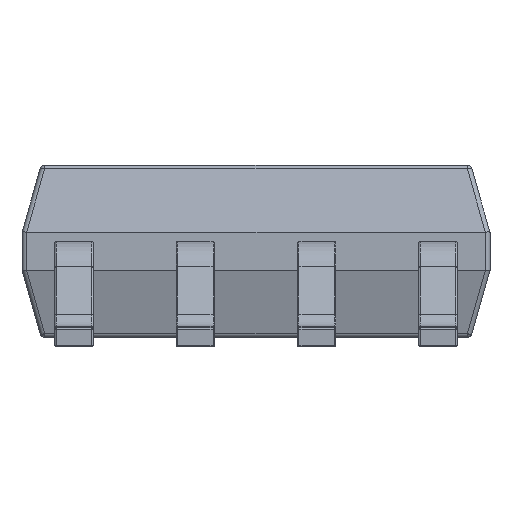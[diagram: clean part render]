
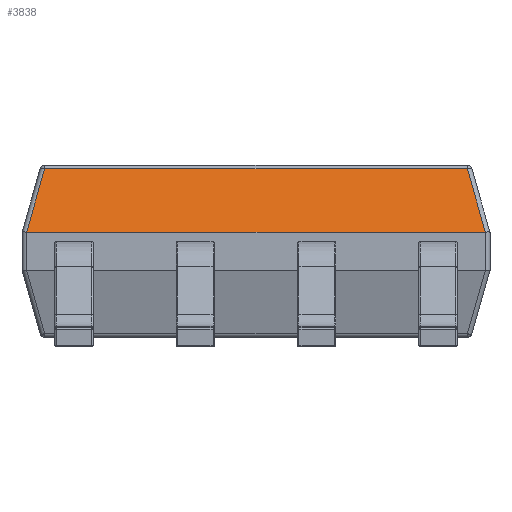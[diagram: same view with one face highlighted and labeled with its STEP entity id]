
A CAD part, left-side view. The second image highlights one B-rep face of the part: STEP entity #3838.
In plain terms, the highlighted planar face has unit normal (-0.962, 0, 0.275).
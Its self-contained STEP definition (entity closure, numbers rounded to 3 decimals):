
#48 = DIRECTION ( 'NONE',  ( 0., 1., 0. ) ) ;
#381 = ORIENTED_EDGE ( 'NONE', *, *, #18341, .T. ) ;
#956 = DIRECTION ( 'NONE',  ( -0.265, 0.265, -0.927 ) ) ;
#960 =( BOUNDED_CURVE ( )  B_SPLINE_CURVE ( 3, ( #28141, #7178, #15854, #25348 ),
 .UNSPECIFIED., .F., .F. ) 
 B_SPLINE_CURVE_WITH_KNOTS ( ( 4, 4 ),
 ( 6.245, 6.283 ),
 .UNSPECIFIED. ) 
 CURVE ( )  GEOMETRIC_REPRESENTATION_ITEM ( )  RATIONAL_B_SPLINE_CURVE ( ( 1., 1., 1., 1. ) ) 
 REPRESENTATION_ITEM ( '' )  );
#1286 = CARTESIAN_POINT ( 'NONE',  ( -1.95, -2.402, 1.1 ) ) ;
#3838 = ADVANCED_FACE ( 'NONE', ( #6352 ), #17796, .T. ) ;
#4588 = EDGE_CURVE ( 'NONE', #34981, #35627, #26698, .T. ) ;
#5330 = AXIS2_PLACEMENT_3D ( 'NONE', #30241, #12284, #48 ) ;
#5579 = CARTESIAN_POINT ( 'NONE',  ( -1.95, 2.45, 1.1 ) ) ;
#6352 = FACE_OUTER_BOUND ( 'NONE', #28034, .T. ) ;
#6821 = CARTESIAN_POINT ( 'NONE',  ( -1.95, 2.402, 1.1 ) ) ;
#6843 = LINE ( 'NONE', #31147, #12288 ) ;
#7178 = CARTESIAN_POINT ( 'NONE',  ( -1.95, 2.401, 1.1 ) ) ;
#7195 = CARTESIAN_POINT ( 'NONE',  ( -1.95, -2.401, 1.1 ) ) ;
#7410 = EDGE_CURVE ( 'NONE', #35642, #23861, #31223, .T. ) ;
#10076 = DIRECTION ( 'NONE',  ( 0.265, 0.265, 0.927 ) ) ;
#10439 = VERTEX_POINT ( 'NONE', #6821 ) ;
#11728 = CARTESIAN_POINT ( 'NONE',  ( -1.95, -2.402, 1.1 ) ) ;
#12284 = DIRECTION ( 'NONE',  ( -0.962, 0., 0.275 ) ) ;
#12288 = VECTOR ( 'NONE', #956, 1000. ) ;
#12340 = VECTOR ( 'NONE', #10076, 1000. ) ;
#12538 = ORIENTED_EDGE ( 'NONE', *, *, #4588, .F. ) ;
#13105 = CARTESIAN_POINT ( 'NONE',  ( -1.95, -2.4, 1.1 ) ) ;
#15854 = CARTESIAN_POINT ( 'NONE',  ( -1.95, 2.401, 1.1 ) ) ;
#16173 = CARTESIAN_POINT ( 'NONE',  ( -1.595, -2.047, 2.341 ) ) ;
#17406 = ORIENTED_EDGE ( 'NONE', *, *, #19440, .T. ) ;
#17796 = PLANE ( 'NONE',  #5330 ) ;
#18341 = EDGE_CURVE ( 'NONE', #23861, #26622, #30129, .T. ) ;
#19440 = EDGE_CURVE ( 'NONE', #34981, #35642, #27684, .T. ) ;
#19984 = CARTESIAN_POINT ( 'NONE',  ( -1.95, -2.401, 1.1 ) ) ;
#21724 = ORIENTED_EDGE ( 'NONE', *, *, #23511, .T. ) ;
#22464 = ORIENTED_EDGE ( 'NONE', *, *, #7410, .T. ) ;
#22975 = EDGE_CURVE ( 'NONE', #10439, #35627, #960, .T. ) ;
#23511 = EDGE_CURVE ( 'NONE', #26622, #10439, #6843, .T. ) ;
#23861 = VERTEX_POINT ( 'NONE', #37569 ) ;
#24761 = CARTESIAN_POINT ( 'NONE',  ( -1.95, 2.4, 1.1 ) ) ;
#25348 = CARTESIAN_POINT ( 'NONE',  ( -1.95, 2.4, 1.1 ) ) ;
#25463 = VECTOR ( 'NONE', #27749, 1000. ) ;
#26594 = CARTESIAN_POINT ( 'NONE',  ( -1.76, 2.212, 1.764 ) ) ;
#26622 = VERTEX_POINT ( 'NONE', #26594 ) ;
#26698 = LINE ( 'NONE', #5579, #32743 ) ;
#27161 = CARTESIAN_POINT ( 'NONE',  ( -1.76, 0., 1.764 ) ) ;
#27684 =( BOUNDED_CURVE ( )  B_SPLINE_CURVE ( 3, ( #13105, #7195, #19984, #11728 ),
 .UNSPECIFIED., .F., .T. ) 
 B_SPLINE_CURVE_WITH_KNOTS ( ( 4, 4 ),
 ( 0., 0.038 ),
 .UNSPECIFIED. ) 
 CURVE ( )  GEOMETRIC_REPRESENTATION_ITEM ( )  RATIONAL_B_SPLINE_CURVE ( ( 1., 1., 1., 1. ) ) 
 REPRESENTATION_ITEM ( '' )  );
#27749 = DIRECTION ( 'NONE',  ( 0., 1., 0. ) ) ;
#28034 = EDGE_LOOP ( 'NONE', ( #12538, #17406, #22464, #381, #21724, #37018 ) ) ;
#28141 = CARTESIAN_POINT ( 'NONE',  ( -1.95, 2.402, 1.1 ) ) ;
#29467 = CARTESIAN_POINT ( 'NONE',  ( -1.95, -2.4, 1.1 ) ) ;
#30129 = LINE ( 'NONE', #27161, #25463 ) ;
#30241 = CARTESIAN_POINT ( 'NONE',  ( -1.75, 0., 1.8 ) ) ;
#31147 = CARTESIAN_POINT ( 'NONE',  ( -1.595, 2.047, 2.341 ) ) ;
#31223 = LINE ( 'NONE', #16173, #12340 ) ;
#32743 = VECTOR ( 'NONE', #33025, 1000. ) ;
#33025 = DIRECTION ( 'NONE',  ( 0., 1., 0. ) ) ;
#34981 = VERTEX_POINT ( 'NONE', #29467 ) ;
#35627 = VERTEX_POINT ( 'NONE', #24761 ) ;
#35642 = VERTEX_POINT ( 'NONE', #1286 ) ;
#37018 = ORIENTED_EDGE ( 'NONE', *, *, #22975, .T. ) ;
#37569 = CARTESIAN_POINT ( 'NONE',  ( -1.76, -2.212, 1.764 ) ) ;
